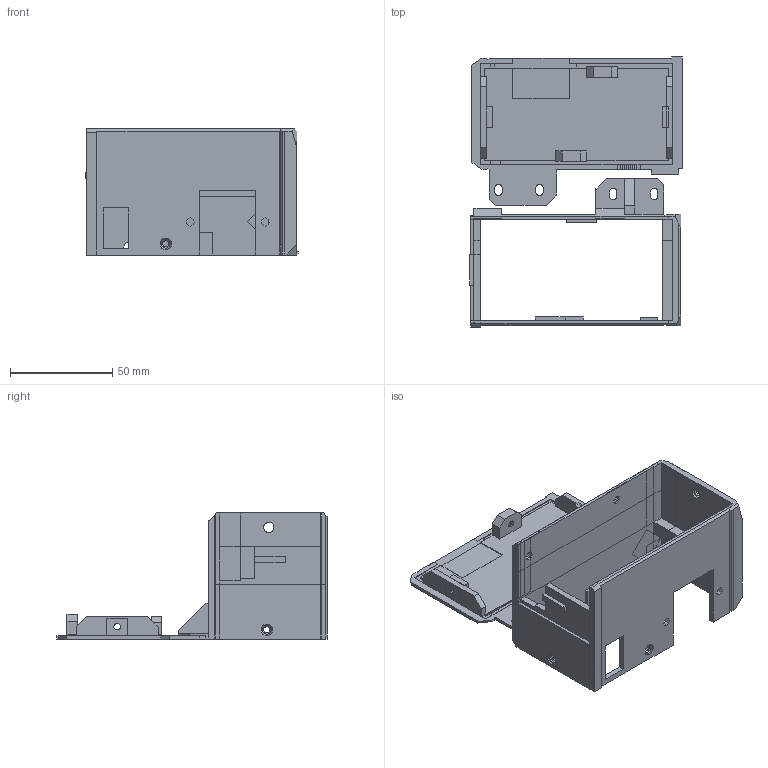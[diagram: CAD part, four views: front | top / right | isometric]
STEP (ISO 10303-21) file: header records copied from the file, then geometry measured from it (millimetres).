
FILE_DESCRIPTION(('FreeCAD Model'),'2;1');
FILE_NAME('PSU-cover-MK3_no_text.step','2018-08-02T09:21:00',('Author'),(''), 'Open CASCADE STEP processor 6.8','FreeCAD','Unknown');
FILE_SCHEMA(('AUTOMOTIVE_DESIGN { 1 0 10303 214 1 1 1 1 }'));
Length unit declared in the file: millimetre
Products named in the file (1): Group024
Bounding box: 103.6 x 132 x 61.5 mm (x, y, z)
Volume: 71668 mm3; surface area: 53713.6 mm2
Topology: 2 solids, 2 shells, 1236 faces, 3338 edges, 2108 vertices
Faces by surface type: plane 1050, bspline 165, cylinder 21
Entity records: 46418 total; most frequent: CARTESIAN_POINT 16462, ORIENTED_EDGE 6676, DIRECTION 5267, EDGE_CURVE 3338, LINE 3039, VECTOR 3039, VERTEX_POINT 2108, FACE_BOUND 1284
